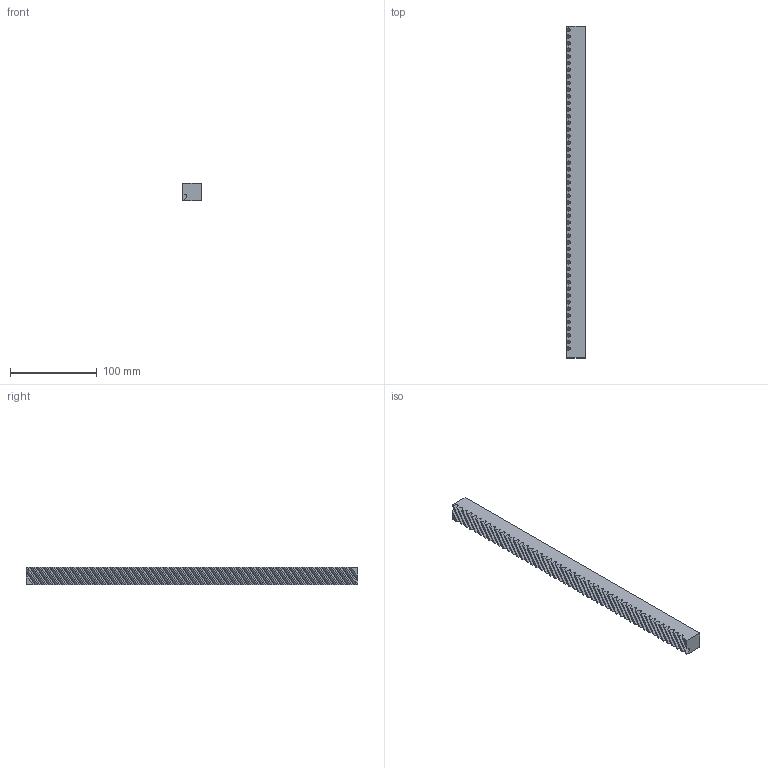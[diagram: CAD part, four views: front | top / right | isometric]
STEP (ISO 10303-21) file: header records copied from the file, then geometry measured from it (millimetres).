
FILE_DESCRIPTION (( 'STEP AP203' ), '1' );
FILE_NAME ('helix rack.STEP', '2022-10-01T06:56:55', ( 'Windows 蚚' ), ( 'SysCeo.com' ), 'SwSTEP 2.0', 'SolidWorks 2019', '' );
FILE_SCHEMA (( 'CONFIG_CONTROL_DESIGN' ));
Length unit declared in the file: millimetre
Products named in the file (1): helix rack
Bounding box: 21.05 x 383.52 x 20 mm (x, y, z)
Volume: 145427.3 mm3; surface area: 38061.1 mm2
Topology: 1 solids, 1 shells, 306 faces, 912 edges, 608 vertices
Faces by surface type: plane 206, cylinder 100
Entity records: 10133 total; most frequent: CARTESIAN_POINT 2427, ORIENTED_EDGE 1824, DIRECTION 1326, EDGE_CURVE 912, VECTOR 712, LINE 712, VERTEX_POINT 608, AXIS2_PLACEMENT_3D 307
